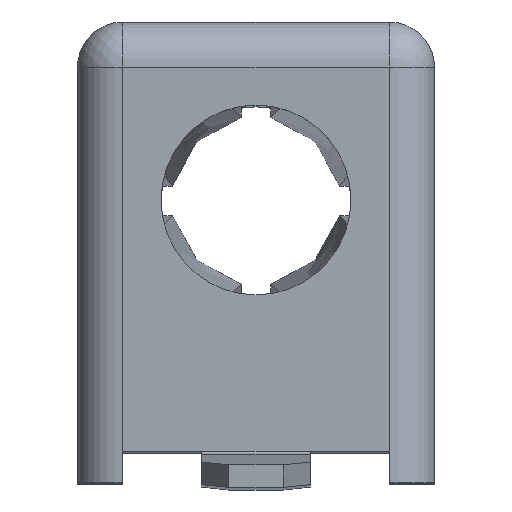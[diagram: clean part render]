
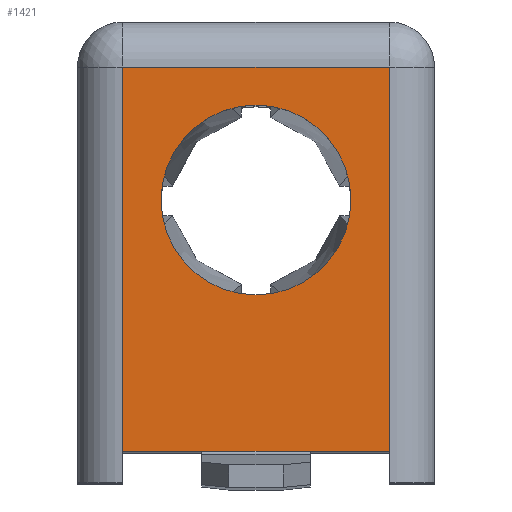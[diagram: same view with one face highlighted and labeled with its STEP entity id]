
A CAD part, top view. The second image highlights one B-rep face of the part: STEP entity #1421.
In plain terms, the highlighted planar face has unit normal (0, 0, 1).
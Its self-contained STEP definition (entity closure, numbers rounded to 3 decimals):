
#604=CARTESIAN_POINT('',(0.,3.13,5.75));
#605=DIRECTION('',(0.,0.,-1.));
#606=DIRECTION('',(1.,0.,0.));
#607=AXIS2_PLACEMENT_3D('',#604,#605,#606);
#612=CARTESIAN_POINT('',(0.,3.13,5.75));
#613=DIRECTION('',(0.,0.,-1.));
#614=DIRECTION('',(-1.,0.,0.));
#615=AXIS2_PLACEMENT_3D('',#612,#613,#614);
#620=DIRECTION('',(0.,1.,0.));
#621=VECTOR('',#620,4.25);
#622=CARTESIAN_POINT('',(-1.475,0.35,5.75));
#623=LINE('',#622,#621);
#627=DIRECTION('',(-1.,0.,0.));
#628=VECTOR('',#627,2.95);
#629=CARTESIAN_POINT('',(1.475,4.6,5.75));
#630=LINE('',#629,#628);
#634=DIRECTION('',(0.,-1.,0.));
#635=VECTOR('',#634,4.25);
#636=CARTESIAN_POINT('',(1.475,4.6,5.75));
#637=LINE('',#636,#635);
#641=DIRECTION('',(1.,0.,0.));
#642=VECTOR('',#641,2.95);
#643=CARTESIAN_POINT('',(-1.475,0.35,5.75));
#644=LINE('',#643,#642);
#778=CARTESIAN_POINT('',(1.05,3.13,5.75));
#779=CARTESIAN_POINT('',(-1.05,3.13,5.75));
#780=VERTEX_POINT('',#778);
#781=VERTEX_POINT('',#779);
#854=CARTESIAN_POINT('',(-1.475,0.35,5.75));
#856=VERTEX_POINT('',#854);
#860=CARTESIAN_POINT('',(-1.475,4.6,5.75));
#861=VERTEX_POINT('',#860);
#866=CARTESIAN_POINT('',(1.475,0.35,5.75));
#867=VERTEX_POINT('',#866);
#868=CARTESIAN_POINT('',(1.475,4.6,5.75));
#869=VERTEX_POINT('',#868);
#1405=CARTESIAN_POINT('',(0.,0.,5.75));
#1406=DIRECTION('',(0.,0.,1.));
#1407=DIRECTION('',(1.,0.,0.));
#1408=AXIS2_PLACEMENT_3D('',#1405,#1406,#1407);
#1409=PLANE('',#1408);
#1410=ORIENTED_EDGE('',*,*,#1206,.T.);
#1412=ORIENTED_EDGE('',*,*,#1411,.F.);
#1413=ORIENTED_EDGE('',*,*,#1348,.T.);
#1414=ORIENTED_EDGE('',*,*,#1128,.F.);
#1415=EDGE_LOOP('',(#1410,#1412,#1413,#1414));
#1416=FACE_OUTER_BOUND('',#1415,.F.);
#1417=ORIENTED_EDGE('',*,*,#948,.F.);
#1418=ORIENTED_EDGE('',*,*,#1000,.F.);
#1419=EDGE_LOOP('',(#1417,#1418));
#1420=FACE_BOUND('',#1419,.F.);
#1421=ADVANCED_FACE('',(#1416,#1420),#1409,.T.);
#608=CIRCLE('',#607,1.05);
#616=CIRCLE('',#615,1.05);
#948=EDGE_CURVE('',#780,#781,#608,.T.);
#1000=EDGE_CURVE('',#781,#780,#616,.T.);
#1128=EDGE_CURVE('',#856,#867,#644,.T.);
#1206=EDGE_CURVE('',#856,#861,#623,.T.);
#1348=EDGE_CURVE('',#869,#867,#637,.T.);
#1411=EDGE_CURVE('',#869,#861,#630,.T.);
